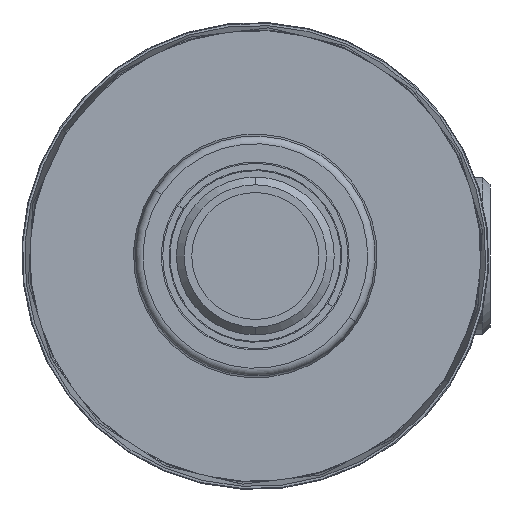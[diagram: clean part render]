
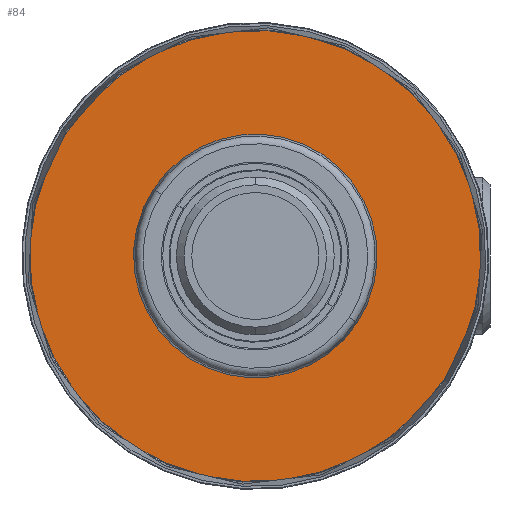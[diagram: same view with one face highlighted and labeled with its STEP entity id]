
A CAD part, left-side view. The second image highlights one B-rep face of the part: STEP entity #84.
In plain terms, the highlighted planar face has unit normal (-1, 0, 0).
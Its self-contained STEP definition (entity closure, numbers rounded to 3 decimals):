
#27 = VERTEX_POINT ( 'NONE', #2456 ) ;
#84 = ADVANCED_FACE ( 'NONE', ( #616, #2959 ), #790, .F. ) ;
#231 = AXIS2_PLACEMENT_3D ( 'NONE', #965, #1937, #938 ) ;
#263 = ORIENTED_EDGE ( 'NONE', *, *, #1734, .T. ) ;
#289 = CIRCLE ( 'NONE', #2084, 12.633 ) ;
#330 = DIRECTION ( 'NONE',  ( -1., 0., 0. ) ) ;
#387 = CARTESIAN_POINT ( 'NONE',  ( -147.297, 46.082, 422.74 ) ) ;
#568 = DIRECTION ( 'NONE',  ( 0., 0.837, 0.548 ) ) ;
#588 = CARTESIAN_POINT ( 'NONE',  ( -147.297, 77.451, 428.181 ) ) ;
#595 = EDGE_CURVE ( 'NONE', #1041, #27, #2128, .T. ) ;
#616 = FACE_OUTER_BOUND ( 'NONE', #1002, .T. ) ;
#790 = PLANE ( 'NONE',  #1716 ) ;
#819 = CIRCLE ( 'NONE', #1862, 29.223 ) ;
#938 = DIRECTION ( 'NONE',  ( 0., 0.837, 0.548 ) ) ;
#965 = CARTESIAN_POINT ( 'NONE',  ( -147.297, 70.53, 438.75 ) ) ;
#1002 = EDGE_LOOP ( 'NONE', ( #2665, #1210 ) ) ;
#1041 = VERTEX_POINT ( 'NONE', #2209 ) ;
#1057 = CARTESIAN_POINT ( 'NONE',  ( -147.297, 70.53, 438.75 ) ) ;
#1085 = DIRECTION ( 'NONE',  ( 1., 0., 0. ) ) ;
#1115 = VERTEX_POINT ( 'NONE', #1295 ) ;
#1186 = EDGE_CURVE ( 'NONE', #1115, #1738, #819, .T. ) ;
#1210 = ORIENTED_EDGE ( 'NONE', *, *, #2609, .T. ) ;
#1240 = ORIENTED_EDGE ( 'NONE', *, *, #595, .T. ) ;
#1295 = CARTESIAN_POINT ( 'NONE',  ( -147.297, 94.978, 454.76 ) ) ;
#1529 = CARTESIAN_POINT ( 'NONE',  ( -147.297, 70.53, 438.75 ) ) ;
#1716 = AXIS2_PLACEMENT_3D ( 'NONE', #588, #1085, #568 ) ;
#1734 = EDGE_CURVE ( 'NONE', #27, #1041, #289, .T. ) ;
#1738 = VERTEX_POINT ( 'NONE', #387 ) ;
#1862 = AXIS2_PLACEMENT_3D ( 'NONE', #1057, #330, #2258 ) ;
#1866 = AXIS2_PLACEMENT_3D ( 'NONE', #1529, #3057, #2327 ) ;
#1937 = DIRECTION ( 'NONE',  ( 1., 0., 0. ) ) ;
#1994 = DIRECTION ( 'NONE',  ( 1., 0., 0. ) ) ;
#2084 = AXIS2_PLACEMENT_3D ( 'NONE', #2521, #1994, #2255 ) ;
#2128 = CIRCLE ( 'NONE', #231, 12.633 ) ;
#2209 = CARTESIAN_POINT ( 'NONE',  ( -147.297, 59.961, 431.829 ) ) ;
#2255 = DIRECTION ( 'NONE',  ( 0., 0.837, 0.548 ) ) ;
#2258 = DIRECTION ( 'NONE',  ( 0., 0.837, 0.548 ) ) ;
#2327 = DIRECTION ( 'NONE',  ( 0., 0.837, 0.548 ) ) ;
#2456 = CARTESIAN_POINT ( 'NONE',  ( -147.297, 81.099, 445.671 ) ) ;
#2521 = CARTESIAN_POINT ( 'NONE',  ( -147.297, 70.53, 438.75 ) ) ;
#2561 = CIRCLE ( 'NONE', #1866, 29.223 ) ;
#2609 = EDGE_CURVE ( 'NONE', #1738, #1115, #2561, .T. ) ;
#2665 = ORIENTED_EDGE ( 'NONE', *, *, #1186, .T. ) ;
#2717 = EDGE_LOOP ( 'NONE', ( #1240, #263 ) ) ;
#2959 = FACE_BOUND ( 'NONE', #2717, .T. ) ;
#3057 = DIRECTION ( 'NONE',  ( -1., 0., 0. ) ) ;
